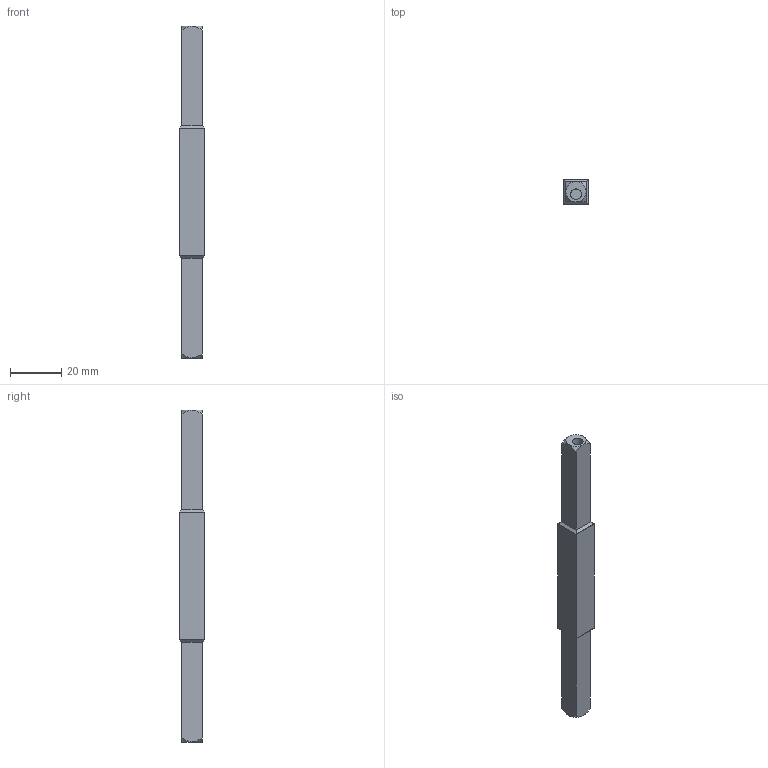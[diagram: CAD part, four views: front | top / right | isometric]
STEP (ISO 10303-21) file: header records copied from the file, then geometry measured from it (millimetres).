
FILE_DESCRIPTION (( 'STEP AP203' ), '1' );
FILE_NAME ('8080.step', '2024-03-20T14:29:58', ( '' ), ( '' ), 'SwSTEP 2.0', 'SolidWorks 2018', '' );
FILE_SCHEMA (( 'CONFIG_CONTROL_DESIGN' ));
Length unit declared in the file: millimetre
Products named in the file (1): 8080
Bounding box: 10 x 10 x 130 mm (x, y, z)
Volume: 9182.3 mm3; surface area: 5464.8 mm2
Topology: 1 solids, 1 shells, 215 faces, 551 edges, 362 vertices
Faces by surface type: bspline 99, plane 86, cylinder 22, cone 8
Full cylindrical faces by diameter (mm): 4.2 x2
Entity records: 10508 total; most frequent: CARTESIAN_POINT 5880, ORIENTED_EDGE 1098, DIRECTION 637, EDGE_CURVE 549, VERTEX_POINT 362, LINE 255, VECTOR 255, EDGE_LOOP 241
